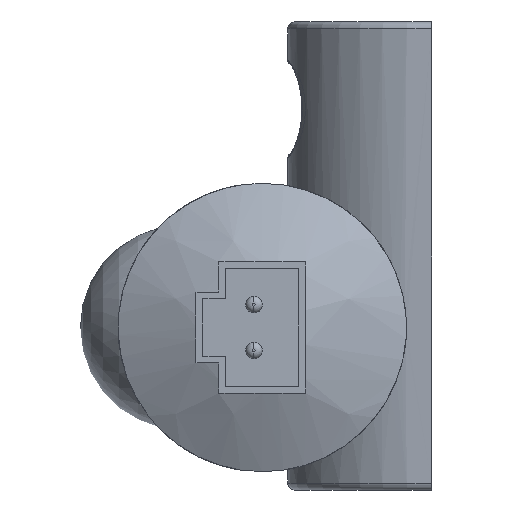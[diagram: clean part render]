
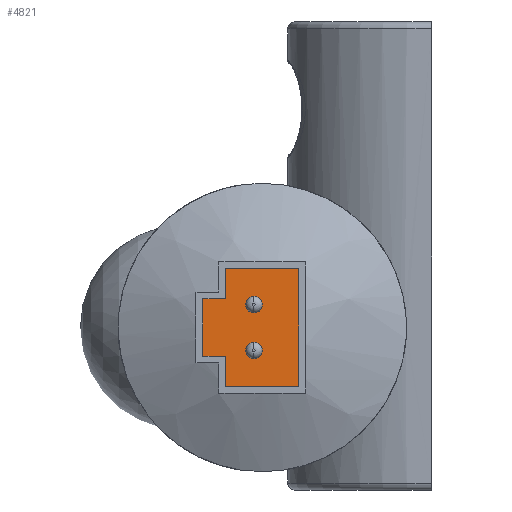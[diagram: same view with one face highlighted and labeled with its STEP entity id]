
A CAD part, left-side view. The second image highlights one B-rep face of the part: STEP entity #4821.
In plain terms, the highlighted planar face has unit normal (-1, 0, 0).
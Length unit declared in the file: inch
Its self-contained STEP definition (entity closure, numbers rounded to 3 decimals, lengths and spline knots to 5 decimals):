
#6 = VECTOR ( 'NONE', #3542, 39.37008 ) ;
#84 = DIRECTION ( 'NONE',  ( -1., 0., 0. ) ) ;
#144 = VERTEX_POINT ( 'NONE', #4114 ) ;
#258 = AXIS2_PLACEMENT_3D ( 'NONE', #2345, #6935, #3023 ) ;
#286 = DIRECTION ( 'NONE',  ( 0., 1., 0. ) ) ;
#304 = EDGE_CURVE ( 'NONE', #1735, #6879, #5290, .T. ) ;
#352 = CARTESIAN_POINT ( 'NONE',  ( -6.35, -0.16, 0.2575 ) ) ;
#494 = ORIENTED_EDGE ( 'NONE', *, *, #2889, .T. ) ;
#874 = FACE_BOUND ( 'NONE', #4851, .T. ) ;
#876 = CARTESIAN_POINT ( 'NONE',  ( -6.35, 0.26, 0.125 ) ) ;
#912 = CARTESIAN_POINT ( 'NONE',  ( -6.35, 0.03639, 0.06361 ) ) ;
#941 = DIRECTION ( 'NONE',  ( 0., 0., -1. ) ) ;
#975 = CARTESIAN_POINT ( 'NONE',  ( -6.35, -0.16, -0.2575 ) ) ;
#1104 = CARTESIAN_POINT ( 'NONE',  ( -6.35, -0.16, 0.2575 ) ) ;
#1150 = DIRECTION ( 'NONE',  ( -1., 0., 0. ) ) ;
#1158 = ORIENTED_EDGE ( 'NONE', *, *, #1474, .T. ) ;
#1165 = ORIENTED_EDGE ( 'NONE', *, *, #6949, .F. ) ;
#1171 = AXIS2_PLACEMENT_3D ( 'NONE', #6483, #2513, #7099 ) ;
#1401 = EDGE_CURVE ( 'NONE', #1681, #6206, #5585, .T. ) ;
#1474 = EDGE_CURVE ( 'NONE', #6879, #6623, #1604, .T. ) ;
#1493 = EDGE_LOOP ( 'NONE', ( #1702, #4183, #2109, #4190, #494, #1830, #1158, #3611 ) ) ;
#1527 = ORIENTED_EDGE ( 'NONE', *, *, #3964, .F. ) ;
#1556 = AXIS2_PLACEMENT_3D ( 'NONE', #4093, #84, #4780 ) ;
#1604 = LINE ( 'NONE', #8109, #4964 ) ;
#1681 = VERTEX_POINT ( 'NONE', #5126 ) ;
#1693 = VERTEX_POINT ( 'NONE', #6376 ) ;
#1702 = ORIENTED_EDGE ( 'NONE', *, *, #2477, .T. ) ;
#1735 = VERTEX_POINT ( 'NONE', #1104 ) ;
#1830 = ORIENTED_EDGE ( 'NONE', *, *, #304, .T. ) ;
#2109 = ORIENTED_EDGE ( 'NONE', *, *, #2329, .T. ) ;
#2305 = CARTESIAN_POINT ( 'NONE',  ( -6.35, 0.26, 0.125 ) ) ;
#2329 = EDGE_CURVE ( 'NONE', #6206, #4515, #8173, .T. ) ;
#2345 = CARTESIAN_POINT ( 'NONE',  ( -6.35, 0.03639, -0.1 ) ) ;
#2477 = EDGE_CURVE ( 'NONE', #2565, #1681, #7767, .T. ) ;
#2513 = DIRECTION ( 'NONE',  ( -1., 0., 0. ) ) ;
#2565 = VERTEX_POINT ( 'NONE', #2305 ) ;
#2572 = VECTOR ( 'NONE', #4303, 39.37008 ) ;
#2591 = EDGE_CURVE ( 'NONE', #4515, #4444, #6006, .T. ) ;
#2592 = VERTEX_POINT ( 'NONE', #6345 ) ;
#2853 = VERTEX_POINT ( 'NONE', #912 ) ;
#2866 = CARTESIAN_POINT ( 'NONE',  ( -6.35, 0.26, -0.125 ) ) ;
#2889 = EDGE_CURVE ( 'NONE', #4444, #1735, #6115, .T. ) ;
#2931 = CARTESIAN_POINT ( 'NONE',  ( -6.35, 0.16, -0.125 ) ) ;
#3010 = CARTESIAN_POINT ( 'NONE',  ( -6.35, 0.16, -0.2575 ) ) ;
#3021 = CIRCLE ( 'NONE', #3629, 0.03639 ) ;
#3023 = DIRECTION ( 'NONE',  ( 0., 0., 1. ) ) ;
#3045 = DIRECTION ( 'NONE',  ( 0., -1., 0. ) ) ;
#3073 = CARTESIAN_POINT ( 'NONE',  ( -6.35, 0.16, 0.2575 ) ) ;
#3119 = CARTESIAN_POINT ( 'NONE',  ( -6.35, 0.16, 0.125 ) ) ;
#3504 = ORIENTED_EDGE ( 'NONE', *, *, #7613, .F. ) ;
#3542 = DIRECTION ( 'NONE',  ( 0., -1., 0. ) ) ;
#3611 = ORIENTED_EDGE ( 'NONE', *, *, #5235, .T. ) ;
#3629 = AXIS2_PLACEMENT_3D ( 'NONE', #3697, #8197, #4382 ) ;
#3697 = CARTESIAN_POINT ( 'NONE',  ( -6.35, 0.03639, -0.1 ) ) ;
#3964 = EDGE_CURVE ( 'NONE', #144, #1693, #5821, .T. ) ;
#4059 = PLANE ( 'NONE',  #1556 ) ;
#4093 = CARTESIAN_POINT ( 'NONE',  ( -6.35, -0.19, 0.2875 ) ) ;
#4106 = EDGE_LOOP ( 'NONE', ( #3504, #1165 ) ) ;
#4114 = CARTESIAN_POINT ( 'NONE',  ( -6.35, 0.03639, -0.13639 ) ) ;
#4183 = ORIENTED_EDGE ( 'NONE', *, *, #1401, .T. ) ;
#4190 = ORIENTED_EDGE ( 'NONE', *, *, #2591, .T. ) ;
#4303 = DIRECTION ( 'NONE',  ( 0., 0., 1. ) ) ;
#4315 = CIRCLE ( 'NONE', #1171, 0.03639 ) ;
#4382 = DIRECTION ( 'NONE',  ( 0., 0., 1. ) ) ;
#4444 = VERTEX_POINT ( 'NONE', #4980 ) ;
#4455 = FACE_OUTER_BOUND ( 'NONE', #1493, .T. ) ;
#4515 = VERTEX_POINT ( 'NONE', #3010 ) ;
#4632 = FACE_BOUND ( 'NONE', #4106, .T. ) ;
#4780 = DIRECTION ( 'NONE',  ( 0., 0., 1. ) ) ;
#4821 = ADVANCED_FACE ( 'NONE', ( #874, #4455, #4632 ), #4059, .T. ) ;
#4831 = CARTESIAN_POINT ( 'NONE',  ( -6.35, 0.16, -0.125 ) ) ;
#4851 = EDGE_LOOP ( 'NONE', ( #1527, #5356 ) ) ;
#4904 = LINE ( 'NONE', #3119, #8063 ) ;
#4964 = VECTOR ( 'NONE', #941, 39.37008 ) ;
#4980 = CARTESIAN_POINT ( 'NONE',  ( -6.35, -0.16, -0.2575 ) ) ;
#5126 = CARTESIAN_POINT ( 'NONE',  ( -6.35, 0.26, -0.125 ) ) ;
#5143 = EDGE_CURVE ( 'NONE', #1693, #144, #3021, .T. ) ;
#5172 = CARTESIAN_POINT ( 'NONE',  ( -6.35, 0.03639, 0.1 ) ) ;
#5235 = EDGE_CURVE ( 'NONE', #6623, #2565, #4904, .T. ) ;
#5290 = LINE ( 'NONE', #352, #8413 ) ;
#5356 = ORIENTED_EDGE ( 'NONE', *, *, #5143, .F. ) ;
#5516 = DIRECTION ( 'NONE',  ( 0., 0., -1. ) ) ;
#5585 = LINE ( 'NONE', #2866, #6 ) ;
#5821 = CIRCLE ( 'NONE', #258, 0.03639 ) ;
#5826 = DIRECTION ( 'NONE',  ( 0., 0., 1. ) ) ;
#6006 = LINE ( 'NONE', #6959, #8432 ) ;
#6113 = VECTOR ( 'NONE', #7418, 39.37008 ) ;
#6115 = LINE ( 'NONE', #975, #2572 ) ;
#6206 = VERTEX_POINT ( 'NONE', #2931 ) ;
#6345 = CARTESIAN_POINT ( 'NONE',  ( -6.35, 0.03639, 0.13639 ) ) ;
#6376 = CARTESIAN_POINT ( 'NONE',  ( -6.35, 0.03639, -0.06361 ) ) ;
#6483 = CARTESIAN_POINT ( 'NONE',  ( -6.35, 0.03639, 0.1 ) ) ;
#6511 = VECTOR ( 'NONE', #5516, 39.37008 ) ;
#6623 = VERTEX_POINT ( 'NONE', #8052 ) ;
#6648 = CIRCLE ( 'NONE', #7524, 0.03639 ) ;
#6879 = VERTEX_POINT ( 'NONE', #3073 ) ;
#6935 = DIRECTION ( 'NONE',  ( -1., 0., 0. ) ) ;
#6949 = EDGE_CURVE ( 'NONE', #2592, #2853, #6648, .T. ) ;
#6959 = CARTESIAN_POINT ( 'NONE',  ( -6.35, 0.16, -0.2575 ) ) ;
#7099 = DIRECTION ( 'NONE',  ( 0., 0., 1. ) ) ;
#7418 = DIRECTION ( 'NONE',  ( 0., 0., -1. ) ) ;
#7524 = AXIS2_PLACEMENT_3D ( 'NONE', #5172, #1150, #5826 ) ;
#7613 = EDGE_CURVE ( 'NONE', #2853, #2592, #4315, .T. ) ;
#7657 = DIRECTION ( 'NONE',  ( 0., 1., 0. ) ) ;
#7767 = LINE ( 'NONE', #876, #6113 ) ;
#8052 = CARTESIAN_POINT ( 'NONE',  ( -6.35, 0.16, 0.125 ) ) ;
#8063 = VECTOR ( 'NONE', #7657, 39.37008 ) ;
#8109 = CARTESIAN_POINT ( 'NONE',  ( -6.35, 0.16, 0.2575 ) ) ;
#8173 = LINE ( 'NONE', #4831, #6511 ) ;
#8197 = DIRECTION ( 'NONE',  ( -1., 0., 0. ) ) ;
#8413 = VECTOR ( 'NONE', #286, 39.37008 ) ;
#8432 = VECTOR ( 'NONE', #3045, 39.37008 ) ;
